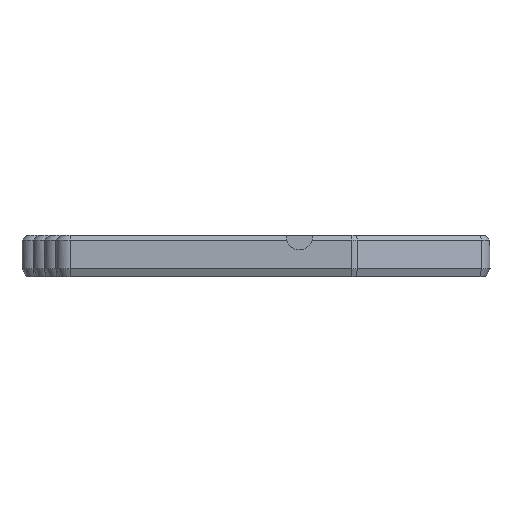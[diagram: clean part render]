
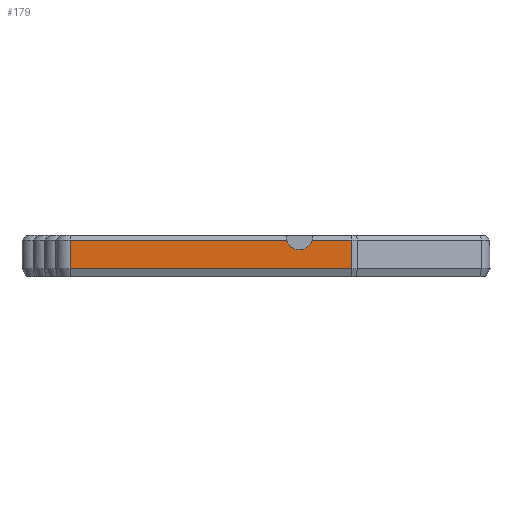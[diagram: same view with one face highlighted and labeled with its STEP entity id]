
A CAD part, left-side view. The second image highlights one B-rep face of the part: STEP entity #179.
In plain terms, the highlighted planar face has unit normal (-1, 0, 0).
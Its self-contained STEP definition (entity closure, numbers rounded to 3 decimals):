
#179=ADVANCED_FACE('',(#337),#2490,.T.);
#337=FACE_OUTER_BOUND('',#504,.T.);
#504=EDGE_LOOP('',(#1250,#1251,#1252,#1253,#1254,#1255));
#1250=ORIENTED_EDGE('',*,*,#1683,.T.);
#1251=ORIENTED_EDGE('',*,*,#1690,.F.);
#1252=ORIENTED_EDGE('',*,*,#1606,.T.);
#1253=ORIENTED_EDGE('',*,*,#1644,.T.);
#1254=ORIENTED_EDGE('',*,*,#1635,.F.);
#1255=ORIENTED_EDGE('',*,*,#1691,.F.);
#1606=EDGE_CURVE('',#2289,#2312,#2040,.T.);
#1635=EDGE_CURVE('',#2301,#2326,#2062,.T.);
#1644=EDGE_CURVE('',#2312,#2326,#2067,.T.);
#1683=EDGE_CURVE('',#2331,#2330,#2089,.T.);
#1690=EDGE_CURVE('',#2289,#2330,#2096,.T.);
#1691=EDGE_CURVE('',#2331,#2301,#2097,.T.);
#2040=B_SPLINE_CURVE_WITH_KNOTS('',1,(#4142,#4143),.UNSPECIFIED.,.F.,.F.,
(2,2),(1.,8.9),.UNSPECIFIED.);
#2062=B_SPLINE_CURVE_WITH_KNOTS('',1,(#4207,#4208),.UNSPECIFIED.,.F.,.F.,
(2,2),(1.,8.9),.UNSPECIFIED.);
#2067=B_SPLINE_CURVE_WITH_KNOTS('',1,(#4228,#4229),.UNSPECIFIED.,.F.,.F.,
(2,2),(-229.327,-169.085),.UNSPECIFIED.);
#2089=B_SPLINE_CURVE_WITH_KNOTS('',3,(#4317,#4318,#4319,#4320,#4321,#4322,
#4323,#4324,#4325,#4326,#4327,#4328,#4329,#4330,#4331,#4332,#4333,#4334,
#4335,#4336,#4337,#4338,#4339),.UNSPECIFIED.,.F.,.F.,(4,2,2,2,2,3,2,2,2,
2,4),(0.679,1.086,2.172,3.259,
3.8,4.342,4.895,5.426,6.512,
7.598,8.006),.UNSPECIFIED.);
#2096=B_SPLINE_CURVE_WITH_KNOTS('',1,(#4352,#4353,#4354),.UNSPECIFIED.,
 .F.,.F.,(2,1,2),(0.,42.142,42.218),.UNSPECIFIED.);
#2097=B_SPLINE_CURVE_WITH_KNOTS('',3,(#4355,#4356,#4357,#4358,#4359,#4360,
#4361),.UNSPECIFIED.,.F.,.F.,(4,3,4),(-8.361,-8.279,
2.),.UNSPECIFIED.);
#2289=VERTEX_POINT('',#3267);
#2301=VERTEX_POINT('',#3279);
#2312=VERTEX_POINT('',#3290);
#2326=VERTEX_POINT('',#3304);
#2330=VERTEX_POINT('',#3308);
#2331=VERTEX_POINT('',#3309);
#2490=PLANE('',#2639);
#2639=AXIS2_PLACEMENT_3D('',#3061,#2778,$);
#2778=DIRECTION('',(-1.,0.,0.));
#3061=CARTESIAN_POINT('',(-280.814,1173.849,9.95));
#3267=CARTESIAN_POINT('',(-280.814,1173.849,9.282));
#3279=CARTESIAN_POINT('',(-280.814,1114.503,9.282));
#3290=CARTESIAN_POINT('',(-280.814,1173.849,3.28));
#3304=CARTESIAN_POINT('',(-280.814,1114.503,3.28));
#3308=CARTESIAN_POINT('',(-280.814,1128.199,9.282));
#3309=CARTESIAN_POINT('',(-280.814,1122.864,9.282));
#4142=CARTESIAN_POINT('',(-280.814,1173.849,9.282));
#4143=CARTESIAN_POINT('',(-280.814,1173.849,3.28));
#4207=CARTESIAN_POINT('',(-280.814,1114.503,9.282));
#4208=CARTESIAN_POINT('',(-280.814,1114.503,3.28));
#4228=CARTESIAN_POINT('',(-280.814,1173.849,3.28));
#4229=CARTESIAN_POINT('',(-280.814,1114.503,3.28));
#4317=CARTESIAN_POINT('',(-280.814,1122.864,9.282));
#4318=CARTESIAN_POINT('',(-280.814,1122.897,9.151));
#4319=CARTESIAN_POINT('',(-280.814,1122.939,9.023));
#4320=CARTESIAN_POINT('',(-280.814,1123.129,8.564));
#4321=CARTESIAN_POINT('',(-280.814,1123.332,8.261));
#4322=CARTESIAN_POINT('',(-280.814,1123.842,7.75));
#4323=CARTESIAN_POINT('',(-280.814,1124.146,7.548));
#4324=CARTESIAN_POINT('',(-280.814,1124.646,7.34));
#4325=CARTESIAN_POINT('',(-280.814,1124.818,7.288));
#4326=CARTESIAN_POINT('',(-280.814,1125.172,7.218));
#4327=CARTESIAN_POINT('',(-280.814,1125.351,7.2));
#4328=CARTESIAN_POINT('',(-280.814,1125.532,7.2));
#4329=CARTESIAN_POINT('',(-280.814,1125.715,7.2));
#4330=CARTESIAN_POINT('',(-280.814,1125.898,7.218));
#4331=CARTESIAN_POINT('',(-280.814,1126.252,7.29));
#4332=CARTESIAN_POINT('',(-280.814,1126.421,7.342));
#4333=CARTESIAN_POINT('',(-280.814,1126.918,7.548));
#4334=CARTESIAN_POINT('',(-280.814,1127.221,7.75));
#4335=CARTESIAN_POINT('',(-280.814,1127.732,8.261));
#4336=CARTESIAN_POINT('',(-280.814,1127.934,8.564));
#4337=CARTESIAN_POINT('',(-280.814,1128.124,9.023));
#4338=CARTESIAN_POINT('',(-280.814,1128.166,9.151));
#4339=CARTESIAN_POINT('',(-280.814,1128.199,9.282));
#4352=CARTESIAN_POINT('',(-280.814,1173.849,9.282));
#4353=CARTESIAN_POINT('',(-280.814,1128.282,9.282));
#4354=CARTESIAN_POINT('',(-280.814,1128.199,9.282));
#4355=CARTESIAN_POINT('',(-280.814,1122.864,9.282));
#4356=CARTESIAN_POINT('',(-280.814,1122.837,9.282));
#4357=CARTESIAN_POINT('',(-280.814,1122.809,9.282));
#4358=CARTESIAN_POINT('',(-280.814,1122.782,9.282));
#4359=CARTESIAN_POINT('',(-280.814,1120.022,9.282));
#4360=CARTESIAN_POINT('',(-280.814,1117.263,9.282));
#4361=CARTESIAN_POINT('',(-280.814,1114.503,9.282));
